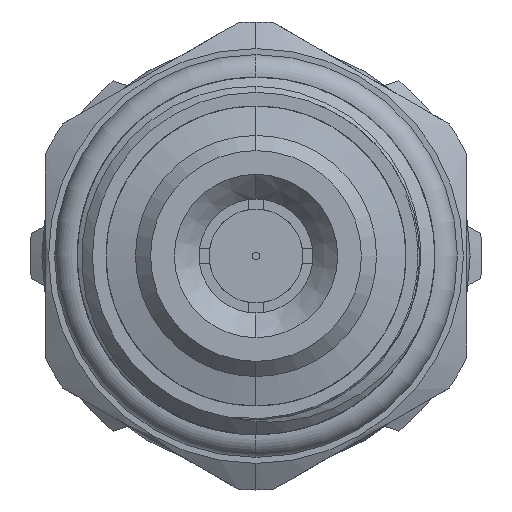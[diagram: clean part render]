
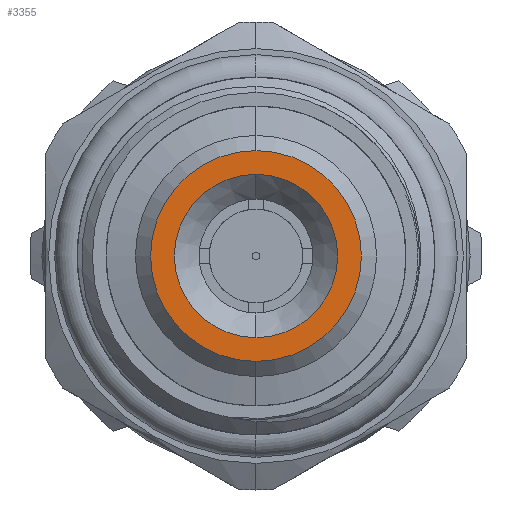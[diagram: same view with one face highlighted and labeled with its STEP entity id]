
A CAD part, left-side view. The second image highlights one B-rep face of the part: STEP entity #3355.
In plain terms, the highlighted planar face has unit normal (-1, 0, 0).
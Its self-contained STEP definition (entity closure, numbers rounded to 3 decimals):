
#3355 = ADVANCED_FACE ( 'NONE', ( #12456, #12460 ), #12196, .F. ) ;
#4692 = AXIS2_PLACEMENT_3D ( 'NONE', #12203, #12204, #12205 ) ;
#6436 = EDGE_CURVE ( 'NONE', #23880, #23879, #15132, .T. ) ;
#6449 = EDGE_CURVE ( 'NONE', #23865, #23862, #15146, .T. ) ;
#12196 = PLANE ( 'NONE',  #4692 ) ;
#12203 = CARTESIAN_POINT ( 'NONE',  ( -16.7, 0., 0. ) ) ;
#12204 = DIRECTION ( 'NONE',  ( 1., 0., 0. ) ) ;
#12205 = DIRECTION ( 'NONE',  ( 0., 0., -1. ) ) ;
#12456 = FACE_BOUND ( 'NONE', #21428, .T. ) ;
#12460 = FACE_OUTER_BOUND ( 'NONE', #21407, .T. ) ;
#14382 = AXIS2_PLACEMENT_3D ( 'NONE', #16667, #16668, #16669 ) ;
#14394 = AXIS2_PLACEMENT_3D ( 'NONE', #16707, #16708, #16709 ) ;
#14490 = AXIS2_PLACEMENT_3D ( 'NONE', #18735, #18736, #18737 ) ;
#14500 = AXIS2_PLACEMENT_3D ( 'NONE', #18767, #18768, #18769 ) ;
#15132 = CIRCLE ( 'NONE', #14382, 4.3 ) ;
#15146 = CIRCLE ( 'NONE', #14394, 5.55 ) ;
#16667 = CARTESIAN_POINT ( 'NONE',  ( -16.7, 0., 0. ) ) ;
#16668 = DIRECTION ( 'NONE',  ( 1., 0., 0. ) ) ;
#16669 = DIRECTION ( 'NONE',  ( 0., 0., -1. ) ) ;
#16707 = CARTESIAN_POINT ( 'NONE',  ( -16.7, 0., 0. ) ) ;
#16708 = DIRECTION ( 'NONE',  ( -1., 0., 0. ) ) ;
#16709 = DIRECTION ( 'NONE',  ( 0., 0., -1. ) ) ;
#17713 = CIRCLE ( 'NONE', #14490, 5.55 ) ;
#17724 = CIRCLE ( 'NONE', #14500, 4.3 ) ;
#18735 = CARTESIAN_POINT ( 'NONE',  ( -16.7, 0., 0. ) ) ;
#18736 = DIRECTION ( 'NONE',  ( -1., 0., 0. ) ) ;
#18737 = DIRECTION ( 'NONE',  ( 0., 0., -1. ) ) ;
#18767 = CARTESIAN_POINT ( 'NONE',  ( -16.7, 0., 0. ) ) ;
#18768 = DIRECTION ( 'NONE',  ( 1., 0., 0. ) ) ;
#18769 = DIRECTION ( 'NONE',  ( 0., 0., -1. ) ) ;
#20538 = CARTESIAN_POINT ( 'NONE',  ( -16.7, 0., -5.55 ) ) ;
#20541 = CARTESIAN_POINT ( 'NONE',  ( -16.7, 0., 5.55 ) ) ;
#20555 = CARTESIAN_POINT ( 'NONE',  ( -16.7, 0., -4.3 ) ) ;
#20556 = CARTESIAN_POINT ( 'NONE',  ( -16.7, 0., 4.3 ) ) ;
#21407 = EDGE_LOOP ( 'NONE', ( #23429, #23430 ) ) ;
#21428 = EDGE_LOOP ( 'NONE', ( #23427, #23428 ) ) ;
#22493 = EDGE_CURVE ( 'NONE', #23862, #23865, #17713, .T. ) ;
#22504 = EDGE_CURVE ( 'NONE', #23879, #23880, #17724, .T. ) ;
#23427 = ORIENTED_EDGE ( 'NONE', *, *, #6436, .T. ) ;
#23428 = ORIENTED_EDGE ( 'NONE', *, *, #22504, .T. ) ;
#23429 = ORIENTED_EDGE ( 'NONE', *, *, #22493, .T. ) ;
#23430 = ORIENTED_EDGE ( 'NONE', *, *, #6449, .T. ) ;
#23862 = VERTEX_POINT ( 'NONE', #20538 ) ;
#23865 = VERTEX_POINT ( 'NONE', #20541 ) ;
#23879 = VERTEX_POINT ( 'NONE', #20555 ) ;
#23880 = VERTEX_POINT ( 'NONE', #20556 ) ;
